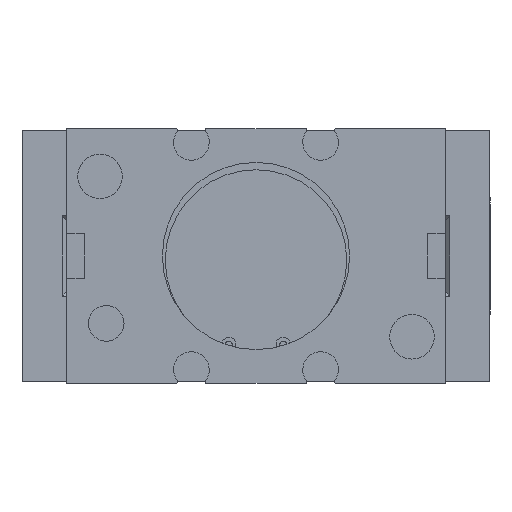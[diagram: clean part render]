
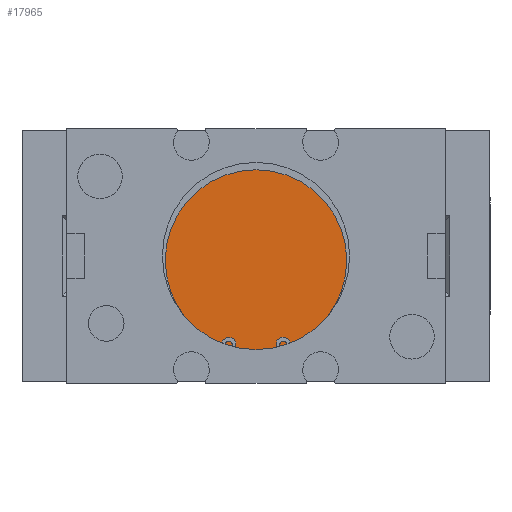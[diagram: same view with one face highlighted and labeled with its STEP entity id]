
A CAD part, front view. The second image highlights one B-rep face of the part: STEP entity #17965.
In plain terms, the highlighted planar face has unit normal (0, -1, 0).
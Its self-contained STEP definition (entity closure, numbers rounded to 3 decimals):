
#7092 = CARTESIAN_POINT ( 'NONE',  ( 0., -21.859, 10.7 ) ) ;
#7154 = PLANE ( 'NONE',  #7233 ) ;
#7173 = DIRECTION ( 'NONE',  ( 0., 0., -1. ) ) ;
#7174 = DIRECTION ( 'NONE',  ( 0., -1., 0. ) ) ;
#7175 = AXIS2_PLACEMENT_3D ( 'NONE', #7182, #7174, #7173 ) ;
#7176 = CIRCLE ( 'NONE', #7175, 10.7 ) ;
#7182 = CARTESIAN_POINT ( 'NONE',  ( 0., -21.859, 0. ) ) ;
#7183 = CARTESIAN_POINT ( 'NONE',  ( 0., -21.859, 0. ) ) ;
#7185 = CIRCLE ( 'NONE', #7228, 10.7 ) ;
#7190 = CARTESIAN_POINT ( 'NONE',  ( 0., -21.859, 0. ) ) ;
#7193 = FACE_OUTER_BOUND ( 'NONE', #17982, .T. ) ;
#7210 = CARTESIAN_POINT ( 'NONE',  ( 0., -21.859, -10.7 ) ) ;
#7226 = DIRECTION ( 'NONE',  ( 0., 0., -1. ) ) ;
#7227 = DIRECTION ( 'NONE',  ( 0., -1., 0. ) ) ;
#7228 = AXIS2_PLACEMENT_3D ( 'NONE', #7183, #7227, #7226 ) ;
#7231 = DIRECTION ( 'NONE',  ( 0., 0., 1. ) ) ;
#7232 = DIRECTION ( 'NONE',  ( 0., 1., 0. ) ) ;
#7233 = AXIS2_PLACEMENT_3D ( 'NONE', #7190, #7232, #7231 ) ;
#17914 = VERTEX_POINT ( 'NONE', #7092 ) ;
#17959 = EDGE_CURVE ( 'NONE', #17978, #17914, #7176, .T. ) ;
#17965 = ADVANCED_FACE ( 'NONE', ( #7193 ), #7154, .F. ) ;
#17967 = ORIENTED_EDGE ( 'NONE', *, *, #17959, .T. ) ;
#17969 = EDGE_CURVE ( 'NONE', #17914, #17978, #7185, .T. ) ;
#17976 = ORIENTED_EDGE ( 'NONE', *, *, #17969, .T. ) ;
#17978 = VERTEX_POINT ( 'NONE', #7210 ) ;
#17982 = EDGE_LOOP ( 'NONE', ( #17967, #17976 ) ) ;
